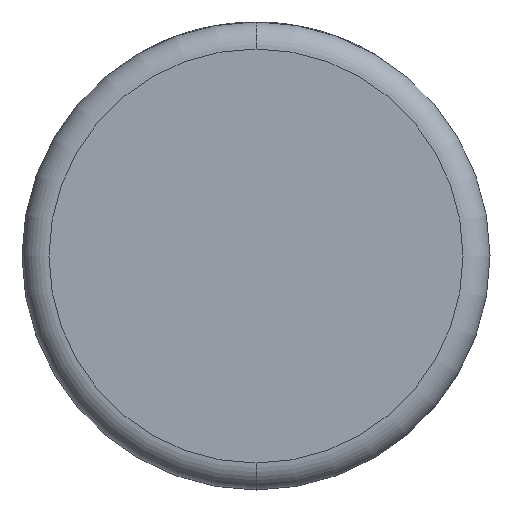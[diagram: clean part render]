
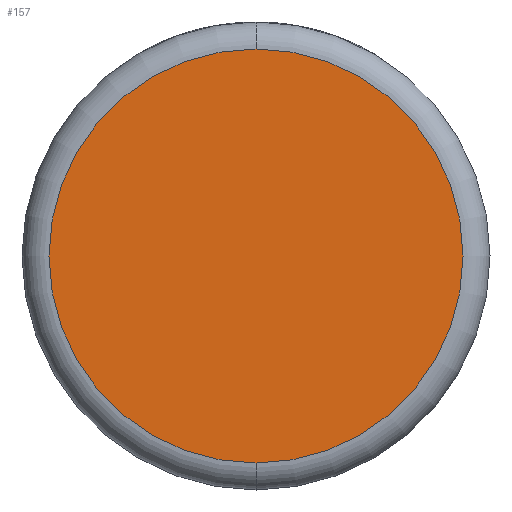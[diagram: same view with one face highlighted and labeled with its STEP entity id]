
A CAD part, front view. The second image highlights one B-rep face of the part: STEP entity #157.
In plain terms, the highlighted planar face has unit normal (0, -1, 0).
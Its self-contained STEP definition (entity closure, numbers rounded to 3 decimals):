
#157 = ADVANCED_FACE ( 'NONE', ( #3556 ), #4341, .F. ) ;
#493 = DIRECTION ( 'NONE',  ( 0., 0., 1. ) ) ;
#553 = CARTESIAN_POINT ( 'NONE',  ( 0., 0., 0. ) ) ;
#702 = EDGE_LOOP ( 'NONE', ( #2907, #1488 ) ) ;
#1075 = AXIS2_PLACEMENT_3D ( 'NONE', #1282, #3115, #493 ) ;
#1245 = CARTESIAN_POINT ( 'NONE',  ( 0., 0., 15.926 ) ) ;
#1246 = VERTEX_POINT ( 'NONE', #4236 ) ;
#1282 = CARTESIAN_POINT ( 'NONE',  ( 0., 0., 0. ) ) ;
#1469 = EDGE_CURVE ( 'NONE', #1246, #1824, #2201, .T. ) ;
#1488 = ORIENTED_EDGE ( 'NONE', *, *, #1469, .T. ) ;
#1626 = AXIS2_PLACEMENT_3D ( 'NONE', #2138, #2418, #1721 ) ;
#1693 = DIRECTION ( 'NONE',  ( 0., -1., 0. ) ) ;
#1721 = DIRECTION ( 'NONE',  ( 0., 0., 1. ) ) ;
#1824 = VERTEX_POINT ( 'NONE', #1245 ) ;
#1872 = EDGE_CURVE ( 'NONE', #1824, #1246, #2402, .T. ) ;
#2138 = CARTESIAN_POINT ( 'NONE',  ( 0., 0., 0. ) ) ;
#2201 = CIRCLE ( 'NONE', #4758, 15.926 ) ;
#2402 = CIRCLE ( 'NONE', #1075, 15.926 ) ;
#2418 = DIRECTION ( 'NONE',  ( 0., 1., 0. ) ) ;
#2907 = ORIENTED_EDGE ( 'NONE', *, *, #1872, .T. ) ;
#3115 = DIRECTION ( 'NONE',  ( 0., -1., 0. ) ) ;
#3556 = FACE_OUTER_BOUND ( 'NONE', #702, .T. ) ;
#4236 = CARTESIAN_POINT ( 'NONE',  ( 0., 0., -15.926 ) ) ;
#4341 = PLANE ( 'NONE',  #1626 ) ;
#4664 = DIRECTION ( 'NONE',  ( 0., 0., 1. ) ) ;
#4758 = AXIS2_PLACEMENT_3D ( 'NONE', #553, #1693, #4664 ) ;
